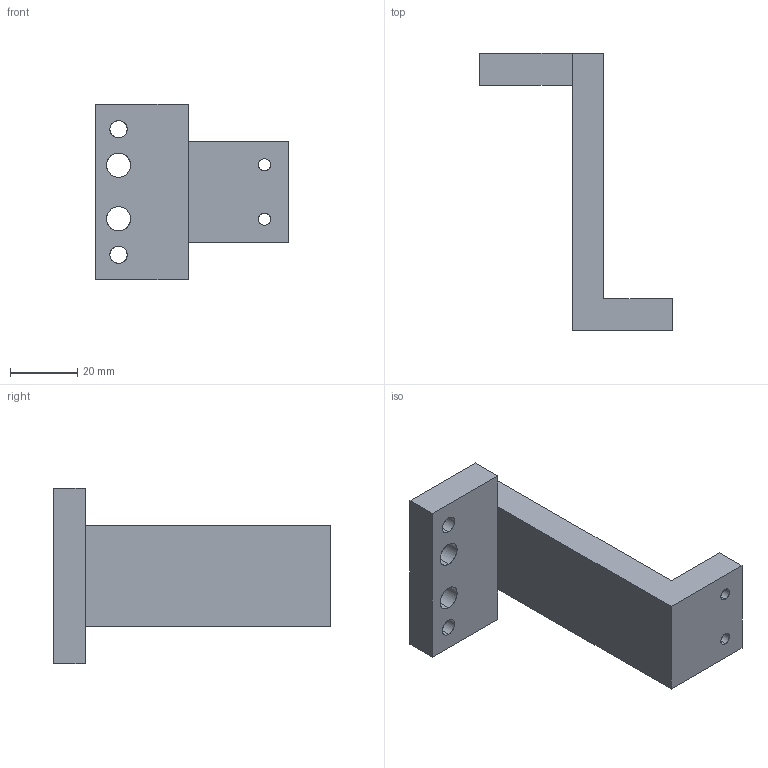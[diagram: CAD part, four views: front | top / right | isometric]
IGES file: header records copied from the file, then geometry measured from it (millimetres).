
Start section: SolidWorks IGES file using analytic representation for surfaces
Global section: file name: D1200184-v1_AdLIGO_AOS_FI D0900136_Damper Plate Mounting Front Bracket.IGS; native system: SolidWorks 2012; preprocessor: SolidWorks 2012; author: tnguyen; date: 120427.153747; units: inch
Bounding box: 57.15 x 82.17 x 52.2 mm (x, y, z)
Surface area: 13082.7 mm2 (no closed solid volume)
Topology: 0 solids, 0 shells, 26 faces, 500 edges, 500 vertices
Faces by surface type: bspline 14, revolution 12
